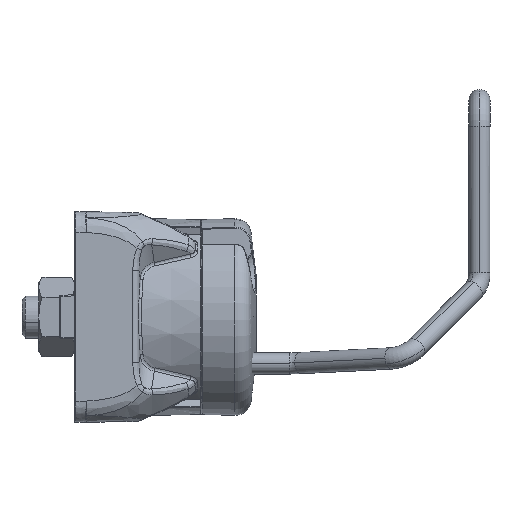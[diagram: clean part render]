
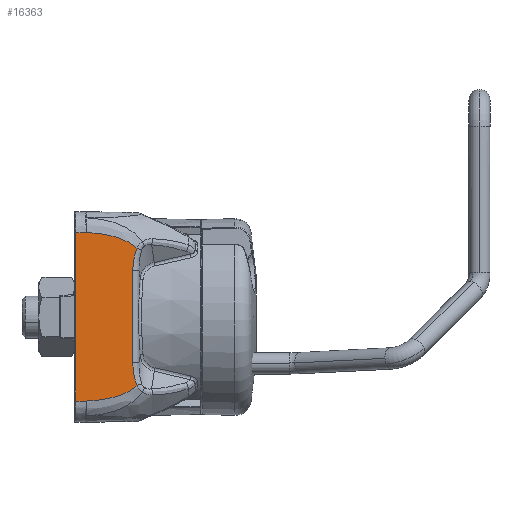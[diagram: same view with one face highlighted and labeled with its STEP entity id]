
A CAD part, top view. The second image highlights one B-rep face of the part: STEP entity #16363.
In plain terms, the highlighted planar face has unit normal (0.018, 0, 1).
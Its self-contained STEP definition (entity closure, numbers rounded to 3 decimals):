
#531 = CARTESIAN_POINT ( 'NONE',  ( 11.838, 13.064, 19.795 ) ) ;
#926 = CARTESIAN_POINT ( 'NONE',  ( 11.838, -13.064, 19.795 ) ) ;
#1914 = ORIENTED_EDGE ( 'NONE', *, *, #5812, .F. ) ;
#2184 = CARTESIAN_POINT ( 'NONE',  ( 11.305, 11.839, 19.804 ) ) ;
#2563 = CARTESIAN_POINT ( 'NONE',  ( 2.238, -15.98, 19.962 ) ) ;
#3668 = CARTESIAN_POINT ( 'NONE',  ( 2.238, -15.98, 19.962 ) ) ;
#4612 = VERTEX_POINT ( 'NONE', #6833 ) ;
#5336 = LINE ( 'NONE', #8642, #18743 ) ;
#5812 = EDGE_CURVE ( 'NONE', #10827, #32122, #25009, .T. ) ;
#5842 = CARTESIAN_POINT ( 'NONE',  ( 8.076, 15.072, 19.861 ) ) ;
#6090 = CARTESIAN_POINT ( 'NONE',  ( 9.28, -14.63, 19.839 ) ) ;
#6681 = DIRECTION ( 'NONE',  ( -1., 0., 0.017 ) ) ;
#6833 = CARTESIAN_POINT ( 'NONE',  ( 11.028, -8.746, 19.809 ) ) ;
#7882 = DIRECTION ( 'NONE',  ( 0., -1., 0. ) ) ;
#8537 = CARTESIAN_POINT ( 'NONE',  ( 11.838, -13.064, 19.795 ) ) ;
#8642 = CARTESIAN_POINT ( 'NONE',  ( 23., 15.98, 19.6 ) ) ;
#9164 = DIRECTION ( 'NONE',  ( -1., 0., 0.017 ) ) ;
#9403 = CARTESIAN_POINT ( 'NONE',  ( 10.062, 14.269, 19.826 ) ) ;
#10827 = VERTEX_POINT ( 'NONE', #8537 ) ;
#12708 = CARTESIAN_POINT ( 'NONE',  ( 5.617, -15.68, 19.903 ) ) ;
#12953 = CARTESIAN_POINT ( 'NONE',  ( 3.094, -15.965, 19.947 ) ) ;
#13416 = CARTESIAN_POINT ( 'NONE',  ( 10.442, -14.069, 19.819 ) ) ;
#13523 = CARTESIAN_POINT ( 'NONE',  ( 0.203, -15.98, 19.998 ) ) ;
#13656 = CARTESIAN_POINT ( 'NONE',  ( 7.67, -15.195, 19.868 ) ) ;
#14197 = VECTOR ( 'NONE', #37951, 1000. ) ;
#14580 = CARTESIAN_POINT ( 'NONE',  ( 3.941, 15.902, 19.933 ) ) ;
#16155 = ORIENTED_EDGE ( 'NONE', *, *, #38658, .F. ) ;
#16248 = CARTESIAN_POINT ( 'NONE',  ( 6.445, -15.521, 19.889 ) ) ;
#16363 = ADVANCED_FACE ( 'NONE', ( #43436 ), #40136, .T. ) ;
#16437 = EDGE_CURVE ( 'NONE', #26195, #28404, #29509, .T. ) ;
#16486 = CARTESIAN_POINT ( 'NONE',  ( 3.941, -15.902, 19.933 ) ) ;
#16690 = EDGE_CURVE ( 'NONE', #21875, #43765, #46460, .T. ) ;
#16798 = LINE ( 'NONE', #38888, #14197 ) ;
#18743 = VECTOR ( 'NONE', #6681, 1000. ) ;
#19011 = CARTESIAN_POINT ( 'NONE',  ( 0.203, 15.98, 19.998 ) ) ;
#19425 = VECTOR ( 'NONE', #38465, 1000. ) ;
#19784 = CARTESIAN_POINT ( 'NONE',  ( 11.028, -8.746, 19.809 ) ) ;
#19787 = CARTESIAN_POINT ( 'NONE',  ( 8.076, -15.072, 19.861 ) ) ;
#20235 = CARTESIAN_POINT ( 'NONE',  ( 7.67, 15.195, 19.868 ) ) ;
#20751 = B_SPLINE_CURVE_WITH_KNOTS ( 'NONE', 3,
 ( #37897, #30819, #45195, #41658, #9403, #23767, #38119, #5842, #20235, #34597, #35990, #14580, #39968, #31986 ),
 .UNSPECIFIED., .F., .F.,
 ( 4, 2, 2, 2, 2, 2, 4 ),
 ( 0.001, 0.002, 0.003, 0.005, 0.006, 0.009, 0.011 ),
 .UNSPECIFIED. ) ;
#21875 = VERTEX_POINT ( 'NONE', #19011 ) ;
#22392 = AXIS2_PLACEMENT_3D ( 'NONE', #33071, #40348, #7882 ) ;
#22591 = CARTESIAN_POINT ( 'NONE',  ( 2.238, 15.98, 19.962 ) ) ;
#22848 = EDGE_CURVE ( 'NONE', #4612, #10827, #32613, .T. ) ;
#23307 = CARTESIAN_POINT ( 'NONE',  ( 11.524, -13.358, 19.8 ) ) ;
#23767 = CARTESIAN_POINT ( 'NONE',  ( 9.28, 14.63, 19.839 ) ) ;
#23872 = CARTESIAN_POINT ( 'NONE',  ( 11.028, 8.746, 19.809 ) ) ;
#25009 = B_SPLINE_CURVE_WITH_KNOTS ( 'NONE', 3,
 ( #926, #23307, #30822, #13416, #45197, #6090, #27524, #19787, #13656, #16248, #12708, #16486, #12953, #2563 ),
 .UNSPECIFIED., .F., .F.,
 ( 4, 2, 2, 2, 2, 2, 4 ),
 ( 0.001, 0.002, 0.003, 0.005, 0.006, 0.009, 0.011 ),
 .UNSPECIFIED. ) ;
#25730 = VECTOR ( 'NONE', #9164, 1000. ) ;
#26195 = VERTEX_POINT ( 'NONE', #34447 ) ;
#27034 = LINE ( 'NONE', #41407, #25730 ) ;
#27524 = CARTESIAN_POINT ( 'NONE',  ( 8.88, -14.789, 19.846 ) ) ;
#28404 = VERTEX_POINT ( 'NONE', #531 ) ;
#28766 = ORIENTED_EDGE ( 'NONE', *, *, #38379, .T. ) ;
#29212 = CARTESIAN_POINT ( 'NONE',  ( 0.203, -15.98, 19.998 ) ) ;
#29509 =( BOUNDED_CURVE ( )  B_SPLINE_CURVE ( 3, ( #23872, #44612, #2184, #37296 ),
 .UNSPECIFIED., .F., .T. ) 
 B_SPLINE_CURVE_WITH_KNOTS ( ( 4, 4 ),
 ( 4.974, 5.533 ),
 .UNSPECIFIED. ) 
 CURVE ( )  GEOMETRIC_REPRESENTATION_ITEM ( )  RATIONAL_B_SPLINE_CURVE ( ( 1., 0.974, 0.974, 1. ) ) 
 REPRESENTATION_ITEM ( '' )  );
#30819 = CARTESIAN_POINT ( 'NONE',  ( 11.524, 13.358, 19.8 ) ) ;
#30822 = CARTESIAN_POINT ( 'NONE',  ( 11.172, -13.614, 19.806 ) ) ;
#31733 = EDGE_CURVE ( 'NONE', #28404, #37957, #20751, .T. ) ;
#31986 = CARTESIAN_POINT ( 'NONE',  ( 2.238, 15.98, 19.962 ) ) ;
#32122 = VERTEX_POINT ( 'NONE', #3668 ) ;
#32613 =( BOUNDED_CURVE ( )  B_SPLINE_CURVE ( 3, ( #19784, #45194, #33885, #41657 ),
 .UNSPECIFIED., .F., .T. ) 
 B_SPLINE_CURVE_WITH_KNOTS ( ( 4, 4 ),
 ( 4.974, 5.533 ),
 .UNSPECIFIED. ) 
 CURVE ( )  GEOMETRIC_REPRESENTATION_ITEM ( )  RATIONAL_B_SPLINE_CURVE ( ( 1., 0.974, 0.974, 1. ) ) 
 REPRESENTATION_ITEM ( '' )  );
#33071 = CARTESIAN_POINT ( 'NONE',  ( 23., -15.98, 19.6 ) ) ;
#33785 = EDGE_LOOP ( 'NONE', ( #28766, #41860, #45736, #1914, #40000, #16155, #45032, #42605 ) ) ;
#33885 = CARTESIAN_POINT ( 'NONE',  ( 11.305, -11.839, 19.804 ) ) ;
#34447 = CARTESIAN_POINT ( 'NONE',  ( 11.028, 8.746, 19.809 ) ) ;
#34597 = CARTESIAN_POINT ( 'NONE',  ( 6.445, 15.521, 19.889 ) ) ;
#35990 = CARTESIAN_POINT ( 'NONE',  ( 5.617, 15.68, 19.903 ) ) ;
#36936 = EDGE_CURVE ( 'NONE', #32122, #43765, #27034, .T. ) ;
#37296 = CARTESIAN_POINT ( 'NONE',  ( 11.838, 13.064, 19.795 ) ) ;
#37897 = CARTESIAN_POINT ( 'NONE',  ( 11.838, 13.064, 19.795 ) ) ;
#37951 = DIRECTION ( 'NONE',  ( 0., -1., 0. ) ) ;
#37957 = VERTEX_POINT ( 'NONE', #22591 ) ;
#38119 = CARTESIAN_POINT ( 'NONE',  ( 8.88, 14.789, 19.846 ) ) ;
#38379 = EDGE_CURVE ( 'NONE', #37957, #21875, #5336, .T. ) ;
#38465 = DIRECTION ( 'NONE',  ( 0., -1., 0. ) ) ;
#38658 = EDGE_CURVE ( 'NONE', #26195, #4612, #16798, .T. ) ;
#38888 = CARTESIAN_POINT ( 'NONE',  ( 11.028, -15.98, 19.809 ) ) ;
#39968 = CARTESIAN_POINT ( 'NONE',  ( 3.094, 15.965, 19.947 ) ) ;
#40000 = ORIENTED_EDGE ( 'NONE', *, *, #22848, .F. ) ;
#40136 = PLANE ( 'NONE',  #22392 ) ;
#40348 = DIRECTION ( 'NONE',  ( 0.017, 0., 1. ) ) ;
#41407 = CARTESIAN_POINT ( 'NONE',  ( 23., -15.98, 19.6 ) ) ;
#41657 = CARTESIAN_POINT ( 'NONE',  ( 11.838, -13.064, 19.795 ) ) ;
#41658 = CARTESIAN_POINT ( 'NONE',  ( 10.442, 14.069, 19.819 ) ) ;
#41860 = ORIENTED_EDGE ( 'NONE', *, *, #16690, .T. ) ;
#42605 = ORIENTED_EDGE ( 'NONE', *, *, #31733, .T. ) ;
#43436 = FACE_OUTER_BOUND ( 'NONE', #33785, .T. ) ;
#43765 = VERTEX_POINT ( 'NONE', #29212 ) ;
#44612 = CARTESIAN_POINT ( 'NONE',  ( 11.028, 10.361, 19.809 ) ) ;
#45032 = ORIENTED_EDGE ( 'NONE', *, *, #16437, .T. ) ;
#45194 = CARTESIAN_POINT ( 'NONE',  ( 11.028, -10.361, 19.809 ) ) ;
#45195 = CARTESIAN_POINT ( 'NONE',  ( 11.172, 13.614, 19.806 ) ) ;
#45197 = CARTESIAN_POINT ( 'NONE',  ( 10.062, -14.269, 19.826 ) ) ;
#45736 = ORIENTED_EDGE ( 'NONE', *, *, #36936, .F. ) ;
#46460 = LINE ( 'NONE', #13523, #19425 ) ;
